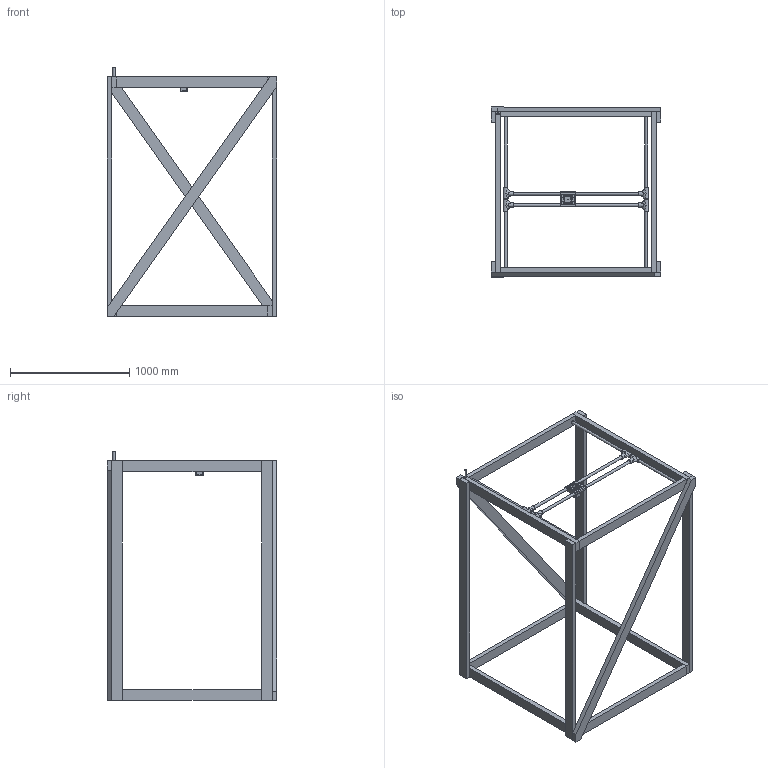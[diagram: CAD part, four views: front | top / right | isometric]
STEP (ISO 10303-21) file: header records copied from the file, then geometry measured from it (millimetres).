
FILE_DESCRIPTION(/* description */ (''),/* implementation_level */ '2;1');
FILE_NAME(/* name */ 'human sized 3d printer v13 assembled.step',/* time_stamp */ '2024-04-06T12:00:21-07:00',/* author */ (''),/* organization */ (''),/* preprocessor_version */ 'ST-DEVELOPER v20',/* originating_system */ 'Autodesk Translation Framework v12.20.1.177',/* authorisation */ '');
FILE_SCHEMA (('AUTOMOTIVE_DESIGN { 1 0 10303 214 3 1 1 }'));
Length unit declared in the file: inch
Products named in the file (16): human sized 3d printer; 50-reg; 79; 53; 50-hole; diag; Component16; Component17; Component18; Component19; Component20; Component21; Component22; Component23; Component24; Component25
Assembly tree (25 placements, depth 2):
  human sized 3d printer
    53  x4
    diag  x2
    50-hole  x2
    79  x4
    50-reg  x2
    Component16
    Component17
    Component18  x2
    Component19
    Component20
    Component21
    Component22
    Component23
    Component24
    Component25
Bounding box: 1422.4 x 1422.4 x 2082.8 mm (x, y, z)
Volume: 82090358.3 mm3; surface area: 6661102.7 mm2
Topology: 25 solids, 25 shells, 220 faces, 448 edges, 276 vertices
Faces by surface type: plane 148, cylinder 56, bspline 8, torus 4, sphere 4
Full cylindrical faces by diameter (mm): 3.332 x8, 6.35 x1, 19.05 x1, 24.13 x6, 24.686 x2, 24.689 x10, 38.1 x4
Entity records: 5351 total; most frequent: CARTESIAN_POINT 1598, DIRECTION 780, ORIENTED_EDGE 584, AXIS2_PLACEMENT_3D 304, EDGE_CURVE 292, VERTEX_POINT 184, EDGE_LOOP 182, LINE 172
